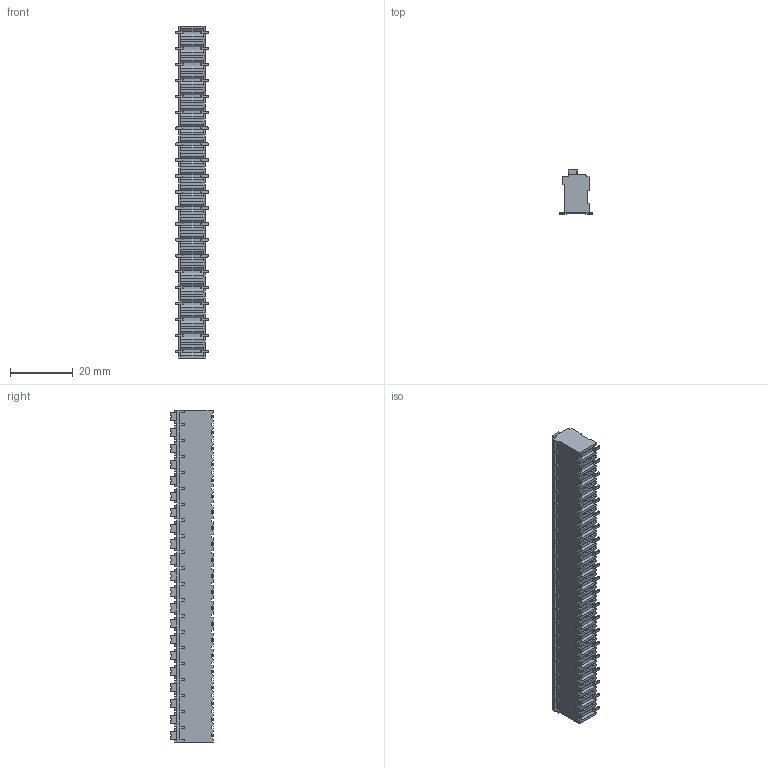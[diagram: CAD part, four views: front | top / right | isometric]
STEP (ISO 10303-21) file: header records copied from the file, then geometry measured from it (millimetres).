
FILE_DESCRIPTION((''),'2;1');
FILE_NAME('TLM-004VS-5_08-XXP-X','2024-09-30T',('sj'),(''),'PRO/ENGINEER BY PARAMETRIC TECHNOLOGY CORPORATION, 2015240','PRO/ENGINEER BY PARAMETRIC TECHNOLOGY CORPORATION, 2015240','');
FILE_SCHEMA(('CONFIG_CONTROL_DESIGN','SHAPE_APPEARANCE_LAYERS_GROUPS'));
Products named in the file (1): TLM-004VS-5_08-XXP-X
Bounding box: 10.5 x 13.85 x 105.8 mm (x, y, z)
Volume: 7872.1 mm3; surface area: 10038.7 mm2
Topology: 1 solids, 1 shells, 2012 faces, 5801 edges, 3854 vertices
Faces by surface type: plane 1718, cylinder 294
Entity records: 65519 total; most frequent: CARTESIAN_POINT 12171, ORIENTED_EDGE 11602, DIRECTION 10371, EDGE_CURVE 5801, VECTOR 5003, LINE 5003, VERTEX_POINT 3854, AXIS2_PLACEMENT_3D 2684
